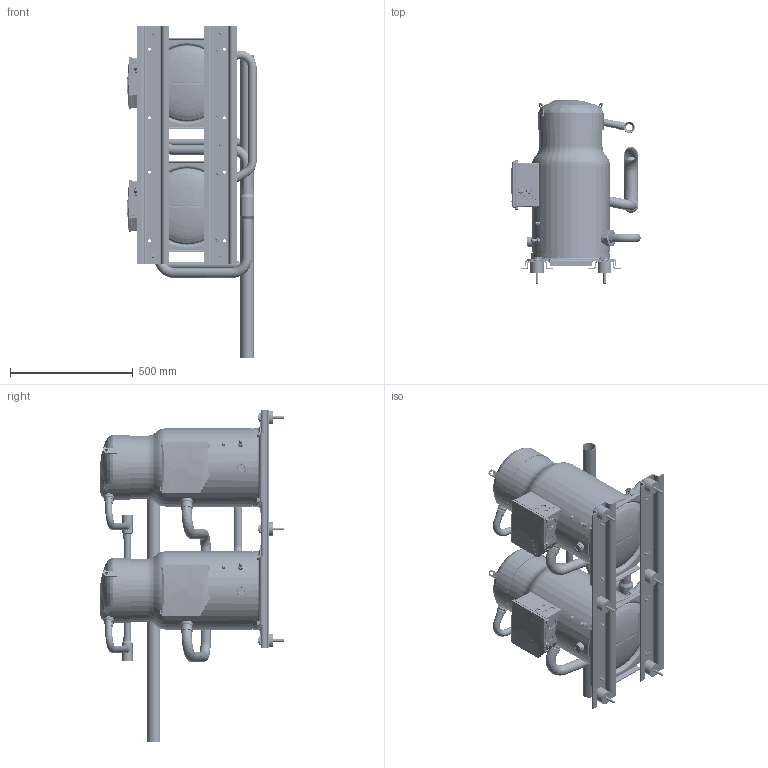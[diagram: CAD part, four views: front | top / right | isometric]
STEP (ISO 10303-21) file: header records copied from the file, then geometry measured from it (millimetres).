
FILE_DESCRIPTION((''),'2;1');
FILE_NAME('8556228P01_ASM','2024-01-10T18:45:32',('FRCC0130'),('DANFOSS COMMERCIAL COMPRESSOR'),'CREO PARAMETRIC BY PTC INC, 2022124','CREO PARAMETRIC BY PTC INC, 2022124','');
FILE_SCHEMA(('CONFIG_CONTROL_DESIGN'));
Length unit declared in the file: millimetre
Products named in the file (58): 5312655P01; 7315021P01; 7315032P01; 5311363P01; 5311218P02; 5311219P03; 6104012P01; 5606126P01; 6807027P01; 5321159P01; 5312760P01; 5311827P01; 5313083P01; 5316777P01_ASM; 5314294P12_ASM; 5312650P01_AF5; 5312649P01_AF7; 5314297P01_ASM; 5312388P02; 5312052; 5311630P01; 5311631; 5314184P03_ASM; 5606117P01; 5606118P01; 6204036P01; 5311503; 5311502P02_SAM; 5602006P02; 5311501P02; 5311507P02; 5316663_ASM; 6402003_CLAPET_FERME_AF0; 5316651P02_ASM; 6411008P03; 8556208P01_ASM; 5312660P01; 6502039P01; 5206818P01; 5206819P01 ...
Assembly tree (104 placements, depth 5):
  8556228P01_ASM
    8556208P01_ASM  x2
      5314294P12_ASM
        5312655P01
        7315021P01
        7315032P01
        5311363P01
        5311218P02
        5311219P03
        6104012P01  x3
        5606126P01
        6807027P01  x2
        5321159P01
        5312760P01  x3
        5316777P01_ASM
          5311827P01
          5313083P01
      5314297P01_ASM
        5312650P01_AF5
        5312649P01_AF7
      5314184P03_ASM
        5312388P02
        5312052  x2
        5311630P01
        5311631
      5606117P01
      5606118P01
      6204036P01
      5316651P02_ASM
        5311503
        5316663_ASM
          5311502P02_SAM
          5602006P02
          5311501P02
          5311507P02
        6402003_CLAPET_FERME_AF0
      6411008P03
    5312660P01  x2
    5216784P100_ASM
      6502039P01
      5206818P01
      5206819P01
      5206820P01  x2
    5216791P01_ASM
      5206823P01
      6502002P01  x2
      5206830P01  x2
    5216779P01_ASM
      5206816P01
      5311145P08  x2
      5311025P03  x2
    6302002P01  x8
    HM10X30_26  x8
    ECROU_HM10
    5603016P01  x6
    6301011P01  x6
    HM10X100_32  x6
    5321235P01  x6
Bounding box: 526.01 x 746.76 x 1349.72 mm (x, y, z)
Volume: 11905069 mm3; surface area: 6426214.2 mm2
Topology: 132 solids, 132 shells, 7807 faces, 18852 edges, 11568 vertices
Faces by surface type: plane 2549, cylinder 2314, bspline 1380, cone 856, torus 500, sphere 148, extrusion 36, revolution 24
Entity records: 162172 total; most frequent: CARTESIAN_POINT 81214, ORIENTED_EDGE 17354, DIRECTION 15671, EDGE_CURVE 8677, AXIS2_PLACEMENT_3D 5980, VERTEX_POINT 5316, EDGE_LOOP 3903, VECTOR 3699
